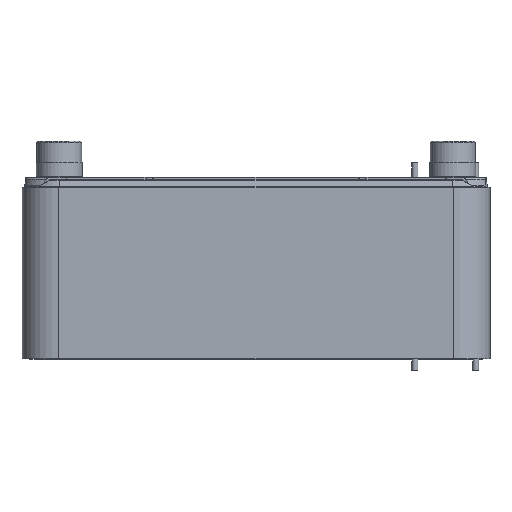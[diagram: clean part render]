
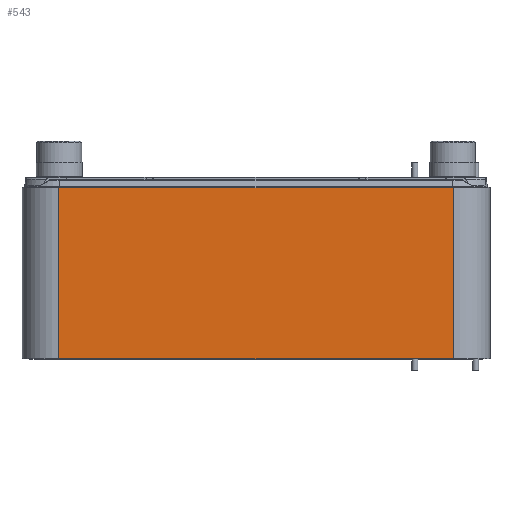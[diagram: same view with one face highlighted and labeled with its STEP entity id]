
A CAD part, top view. The second image highlights one B-rep face of the part: STEP entity #543.
In plain terms, the highlighted planar face has unit normal (0, 0, 1).
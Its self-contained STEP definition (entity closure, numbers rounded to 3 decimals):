
#15=DIRECTION('',(1.,0.,0.));
#16=VECTOR('',#15,519.8);
#17=CARTESIAN_POINT('',(-259.9,0.,95.));
#18=LINE('',#17,#16);
#89=DIRECTION('',(0.,1.,0.));
#90=VECTOR('',#89,225.6);
#91=CARTESIAN_POINT('',(259.9,0.,95.));
#92=LINE('',#91,#90);
#93=DIRECTION('',(0.,1.,0.));
#94=VECTOR('',#93,225.6);
#95=CARTESIAN_POINT('',(-259.9,0.,95.));
#96=LINE('',#95,#94);
#128=DIRECTION('',(1.,0.,0.));
#129=VECTOR('',#128,519.8);
#130=CARTESIAN_POINT('',(-259.9,225.6,95.));
#131=LINE('',#130,#129);
#325=CARTESIAN_POINT('',(-259.9,0.,95.));
#326=CARTESIAN_POINT('',(259.9,0.,95.));
#327=VERTEX_POINT('',#325);
#328=VERTEX_POINT('',#326);
#341=CARTESIAN_POINT('',(-259.9,225.6,95.));
#342=CARTESIAN_POINT('',(259.9,225.6,95.));
#343=VERTEX_POINT('',#341);
#344=VERTEX_POINT('',#342);
#530=CARTESIAN_POINT('',(-259.9,0.,95.));
#531=DIRECTION('',(0.,0.,1.));
#532=DIRECTION('',(1.,0.,0.));
#533=AXIS2_PLACEMENT_3D('',#530,#531,#532);
#534=PLANE('',#533);
#535=ORIENTED_EDGE('',*,*,#428,.F.);
#537=ORIENTED_EDGE('',*,*,#536,.T.);
#539=ORIENTED_EDGE('',*,*,#538,.T.);
#540=ORIENTED_EDGE('',*,*,#522,.F.);
#541=EDGE_LOOP('',(#535,#537,#539,#540));
#542=FACE_OUTER_BOUND('',#541,.F.);
#543=ADVANCED_FACE('',(#542),#534,.T.);
#428=EDGE_CURVE('',#327,#328,#18,.T.);
#522=EDGE_CURVE('',#328,#344,#92,.T.);
#536=EDGE_CURVE('',#327,#343,#96,.T.);
#538=EDGE_CURVE('',#343,#344,#131,.T.);
